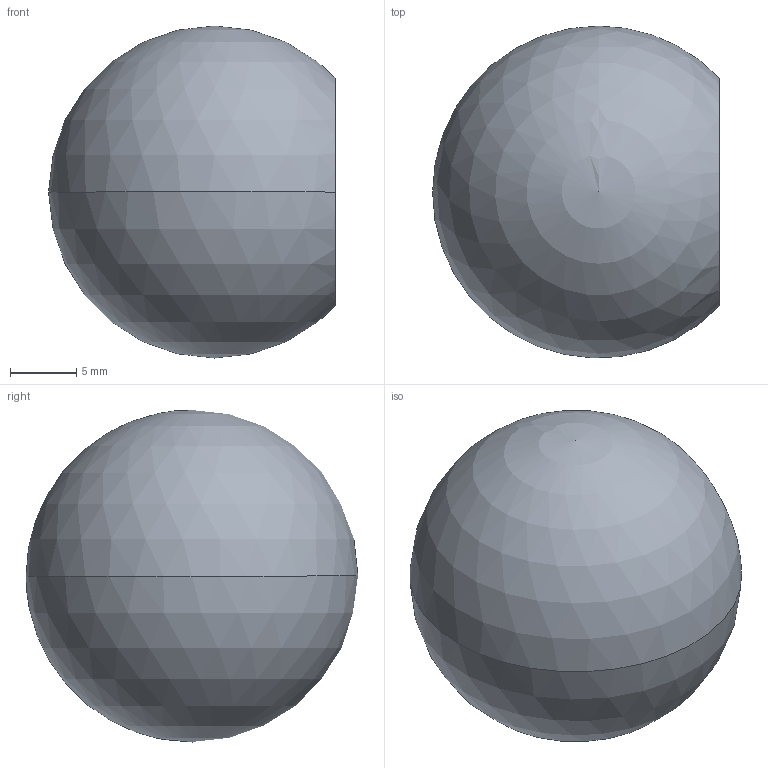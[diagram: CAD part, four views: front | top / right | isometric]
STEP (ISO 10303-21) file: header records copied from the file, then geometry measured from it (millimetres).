
FILE_DESCRIPTION (( 'STEP AP214' ), '1' );
FILE_NAME ('A_0221-016.STEP', '2018-09-29T12:26:41', ( '' ), ( '' ), 'SwSTEP 2.0', 'SolidWorks 2013', '' );
FILE_SCHEMA (( 'AUTOMOTIVE_DESIGN' ));
Length unit declared in the file: millimetre
Products named in the file (1): A_0221-016
Bounding box: 21.6 x 24.99 x 25 mm (x, y, z)
Volume: 4819.4 mm3; surface area: 2602.1 mm2
Topology: 1 solids, 1 shells, 7 faces, 19 edges, 11 vertices
Faces by surface type: cylinder 2, cone 2, sphere 2, plane 1
Entity records: 208 total; most frequent: DIRECTION 36, CARTESIAN_POINT 28, ORIENTED_EDGE 24, AXIS2_PLACEMENT_3D 16, EDGE_CURVE 12, VERTEX_POINT 8, EDGE_LOOP 8, CIRCLE 8
